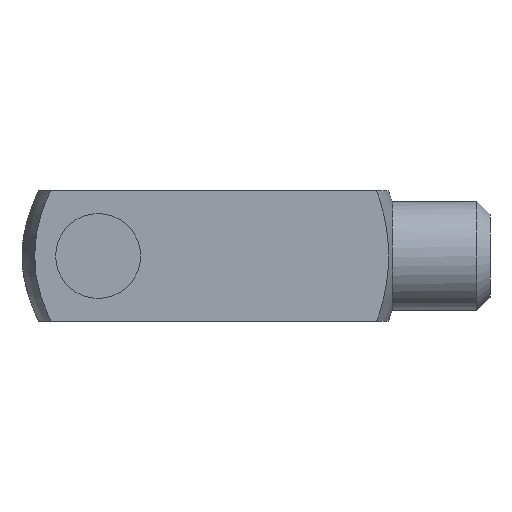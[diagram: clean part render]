
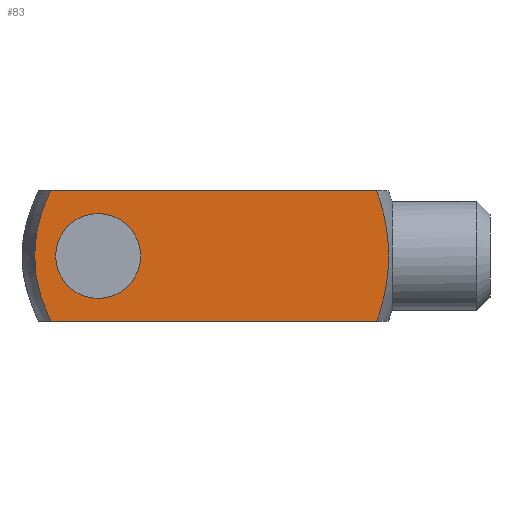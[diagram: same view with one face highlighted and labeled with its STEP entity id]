
A CAD part, front view. The second image highlights one B-rep face of the part: STEP entity #83.
In plain terms, the highlighted planar face has unit normal (0, -1, 0).
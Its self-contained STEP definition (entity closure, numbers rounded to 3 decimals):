
#83 = ADVANCED_FACE( '', ( #202, #203 ), #204, .T. );
#202 = FACE_BOUND( '', #391, .T. );
#203 = FACE_OUTER_BOUND( '', #392, .T. );
#204 = PLANE( '', #393 );
#391 = EDGE_LOOP( '', ( #601 ) );
#392 = EDGE_LOOP( '', ( #602, #603, #604, #605 ) );
#393 = AXIS2_PLACEMENT_3D( '', #606, #607, #608 );
#601 = ORIENTED_EDGE( '', *, *, #1021, .F. );
#602 = ORIENTED_EDGE( '', *, *, #1022, .F. );
#603 = ORIENTED_EDGE( '', *, *, #1023, .T. );
#604 = ORIENTED_EDGE( '', *, *, #1009, .F. );
#605 = ORIENTED_EDGE( '', *, *, #1024, .T. );
#606 = CARTESIAN_POINT( '', ( 72., -12., 36. ) );
#607 = DIRECTION( '', ( 0., -1., 0. ) );
#608 = DIRECTION( '', ( 0., 0., -1. ) );
#1009 = EDGE_CURVE( '', #1197, #1198, #1199, .T. );
#1021 = EDGE_CURVE( '', #1219, #1219, #1220, .T. );
#1022 = EDGE_CURVE( '', #1221, #1222, #1223, .F. );
#1023 = EDGE_CURVE( '', #1221, #1198, #1224, .T. );
#1024 = EDGE_CURVE( '', #1197, #1222, #1225, .T. );
#1197 = VERTEX_POINT( '', #1469 );
#1198 = VERTEX_POINT( '', #1470 );
#1199 = B_SPLINE_CURVE_WITH_KNOTS( '', 3, ( #1471, #1472, #1473, #1474, #1475, #1476, #1477, #1478, #1479, #1480, #1481, #1482, #1483, #1484 ), .UNSPECIFIED., .F., .F., ( 4, 2, 2, 2, 2, 2, 4 ), ( 0.181, 0.187, 0.193, 0.199, 0.201, 0.202, 0.205 ), .UNSPECIFIED. );
#1219 = VERTEX_POINT( '', #1559 );
#1220 = CIRCLE( '', #1560, 7.8 );
#1221 = VERTEX_POINT( '', #1561 );
#1222 = VERTEX_POINT( '', #1562 );
#1223 = CIRCLE( '', #1563, 33.941 );
#1224 = LINE( '', #1564, #1565 );
#1225 = LINE( '', #1566, #1567 );
#1469 = CARTESIAN_POINT( '', ( -8.678, -12., -12. ) );
#1470 = CARTESIAN_POINT( '', ( -8.678, -12., 12. ) );
#1471 = CARTESIAN_POINT( '', ( -8.678, -12., -12. ) );
#1472 = CARTESIAN_POINT( '', ( -9.611, -12., -10.16 ) );
#1473 = CARTESIAN_POINT( '', ( -10.354, -12., -8.232 ) );
#1474 = CARTESIAN_POINT( '', ( -11.393, -12., -4.165 ) );
#1475 = CARTESIAN_POINT( '', ( -11.666, -12., -2.092 ) );
#1476 = CARTESIAN_POINT( '', ( -11.665, -12., 2.105 ) );
#1477 = CARTESIAN_POINT( '', ( -11.392, -12., 4.157 ) );
#1478 = CARTESIAN_POINT( '', ( -10.753, -12., 6.671 ) );
#1479 = CARTESIAN_POINT( '', ( -10.611, -12., 7.171 ) );
#1480 = CARTESIAN_POINT( '', ( -10.296, -12., 8.167 ) );
#1481 = CARTESIAN_POINT( '', ( -10.123, -12., 8.663 ) );
#1482 = CARTESIAN_POINT( '', ( -9.568, -12., 10.126 ) );
#1483 = CARTESIAN_POINT( '', ( -9.147, -12., 11.075 ) );
#1484 = CARTESIAN_POINT( '', ( -8.678, -12., 12. ) );
#1559 = CARTESIAN_POINT( '', ( 0., -12., -7.8 ) );
#1560 = AXIS2_PLACEMENT_3D( '', #1951, #1952, #1953 );
#1561 = CARTESIAN_POINT( '', ( 51.166, -12., 12. ) );
#1562 = CARTESIAN_POINT( '', ( 51.166, -12., -12. ) );
#1563 = AXIS2_PLACEMENT_3D( '', #1954, #1955, #1956 );
#1564 = CARTESIAN_POINT( '', ( 72., -12., 12. ) );
#1565 = VECTOR( '', #1957, 1000. );
#1566 = CARTESIAN_POINT( '', ( 72., -12., -12. ) );
#1567 = VECTOR( '', #1958, 1000. );
#1951 = CARTESIAN_POINT( '', ( 0., -12., 0. ) );
#1952 = DIRECTION( '', ( 0., -1., 0. ) );
#1953 = DIRECTION( '', ( 0., 0., -1. ) );
#1954 = CARTESIAN_POINT( '', ( 19.417, -12., 0. ) );
#1955 = DIRECTION( '', ( 0., -1., 0. ) );
#1956 = DIRECTION( '', ( 0., 0., -1. ) );
#1957 = DIRECTION( '', ( -1., 0., 0. ) );
#1958 = DIRECTION( '', ( 1., 0., 0. ) );
